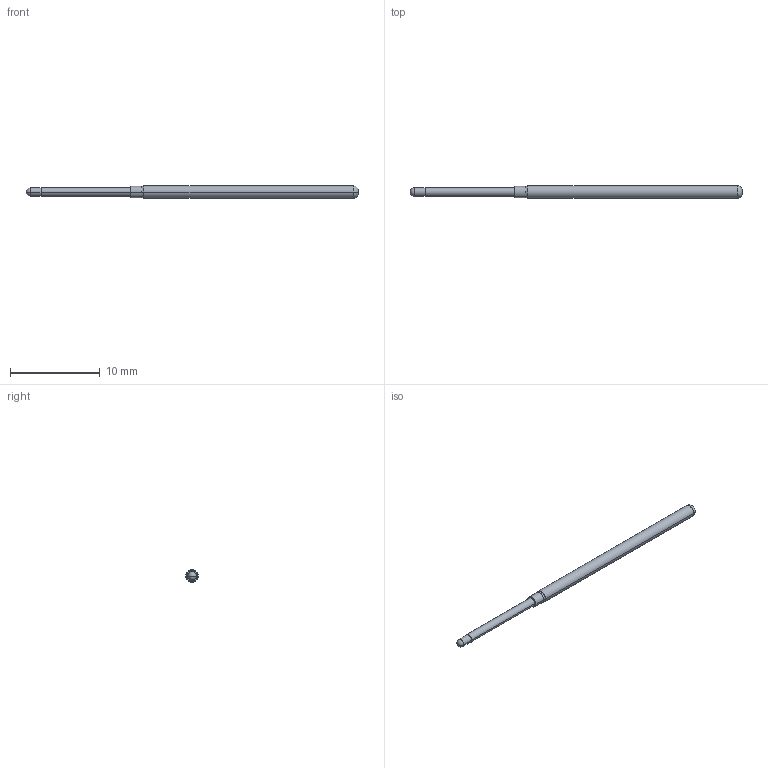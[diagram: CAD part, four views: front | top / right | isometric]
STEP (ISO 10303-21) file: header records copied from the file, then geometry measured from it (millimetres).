
FILE_DESCRIPTION (( 'STEP AP214' ), '1' );
FILE_NAME ('100-PR_4040_.STEP', '2014-05-09T18:38:11', ( 'spare' ), ( '' ), 'SwSTEP 2.0', 'SolidWorks 2014', '' );
FILE_SCHEMA (( 'AUTOMOTIVE_DESIGN' ));
Length unit declared in the file: inch
Products named in the file (1): 100-PR_4040_
Bounding box: 37.08 x 1.37 x 1.37 mm (x, y, z)
Volume: 45 mm3; surface area: 144.7 mm2
Topology: 1 solids, 1 shells, 20 faces, 42 edges, 23 vertices
Faces by surface type: cylinder 8, torus 6, sphere 2, cone 2, plane 2
Entity records: 546 total; most frequent: DIRECTION 108, CARTESIAN_POINT 80, ORIENTED_EDGE 76, AXIS2_PLACEMENT_3D 49, EDGE_CURVE 38, CIRCLE 28, EDGE_LOOP 21, VERTEX_POINT 21
